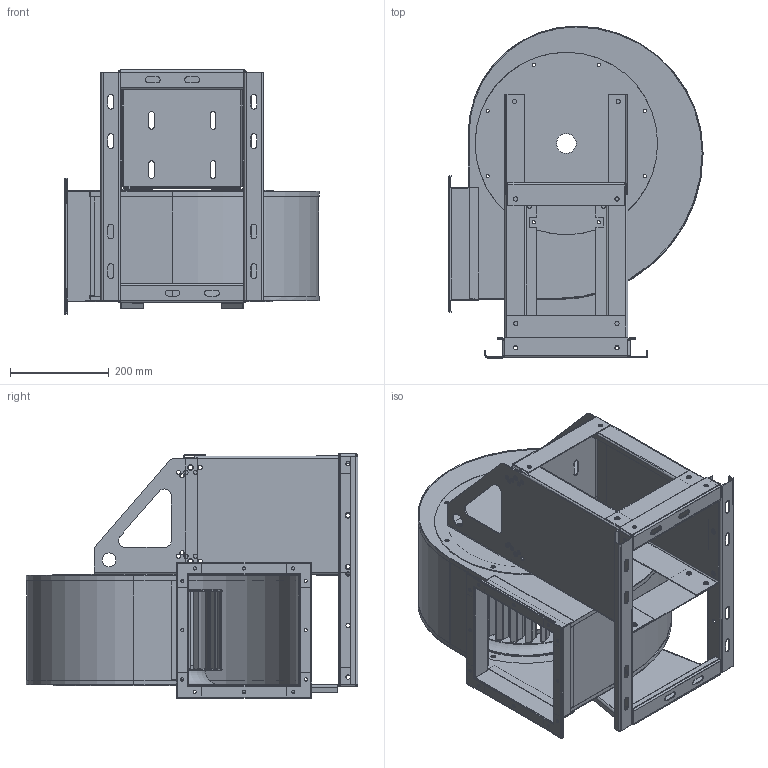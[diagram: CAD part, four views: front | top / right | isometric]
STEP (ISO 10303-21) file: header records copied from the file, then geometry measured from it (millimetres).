
FILE_DESCRIPTION(('STEP AP203'), '1');
FILE_NAME('ÂÐ 280-46-3.15', '', ('UNSPECIFIED'), ('UNSPECIFIED'), 'ASCON STEP Converter 1.3', 'ASCON Math Kernel', '');
FILE_SCHEMA(('CONFIG_CONTROL_DESIGN'));
Length unit declared in the file: millimetre
Bounding box: 515.5 x 672.85 x 495.2 mm (x, y, z)
Volume: 2825125.8 mm3; surface area: 3450284.6 mm2
Topology: 3 solids, 3 shells, 2495 faces, 7333 edges, 4628 vertices
Faces by surface type: plane 2090, cylinder 403, torus 2
Full cylindrical faces by diameter (mm): 5 x8, 6.5 x28, 8.5 x58, 9.3 x20, 11.3 x20, 28 x2, 40 x1, 90.3 x1, 244 x1, 247 x1, 250 x1, 252 x1, 320 x4, 370 x1
Entity records: 101738 total; most frequent: ORIENTED_EDGE 14368, CARTESIAN_POINT 14365, DIRECTION 13009, EDGE_CURVE 7184, LINE 6347, VECTOR 6347, VERTEX_POINT 4628, AXIS2_PLACEMENT_3D 3331
